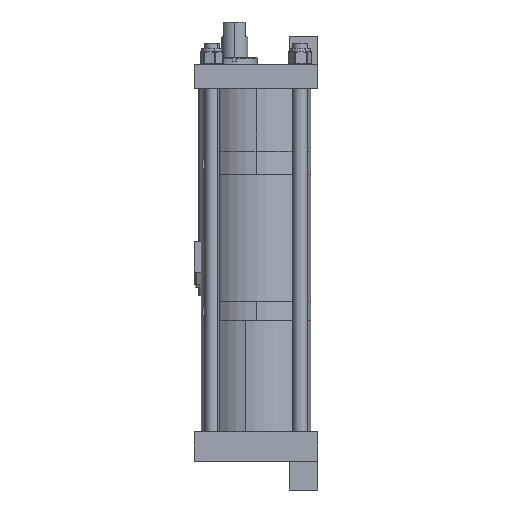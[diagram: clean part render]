
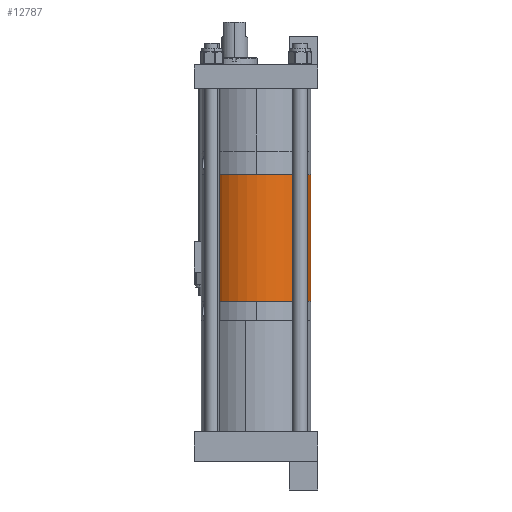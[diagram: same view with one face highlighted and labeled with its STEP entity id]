
A CAD part, left-side view. The second image highlights one B-rep face of the part: STEP entity #12787.
In plain terms, the highlighted cylindrical face has radius 73.025 mm (diameter 146.05 mm), a partial arc.
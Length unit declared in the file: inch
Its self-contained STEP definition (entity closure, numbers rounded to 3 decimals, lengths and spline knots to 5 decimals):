
#99 = CIRCLE ( 'NONE', #5946, 2.875 ) ;
#1693 = CARTESIAN_POINT ( 'NONE',  ( 2.875, 0., 6.625 ) ) ;
#1768 = DIRECTION ( 'NONE',  ( 1., 0., 0. ) ) ;
#2253 = EDGE_LOOP ( 'NONE', ( #5513, #12979, #12732, #13207 ) ) ;
#2392 = AXIS2_PLACEMENT_3D ( 'NONE', #11415, #2548, #3878 ) ;
#2407 = DIRECTION ( 'NONE',  ( 0., 0., -1. ) ) ;
#2548 = DIRECTION ( 'NONE',  ( 0., 0., 1. ) ) ;
#3446 = CIRCLE ( 'NONE', #2392, 2.875 ) ;
#3530 = CYLINDRICAL_SURFACE ( 'NONE', #8106, 2.875 ) ;
#3878 = DIRECTION ( 'NONE',  ( 1., 0., 0. ) ) ;
#4469 = VECTOR ( 'NONE', #11756, 39.37008 ) ;
#5507 = DIRECTION ( 'NONE',  ( 0., 0., -1. ) ) ;
#5513 = ORIENTED_EDGE ( 'NONE', *, *, #14813, .F. ) ;
#5946 = AXIS2_PLACEMENT_3D ( 'NONE', #13321, #11886, #1768 ) ;
#7696 = EDGE_CURVE ( 'NONE', #13383, #16342, #3446, .T. ) ;
#8106 = AXIS2_PLACEMENT_3D ( 'NONE', #8835, #2407, #14017 ) ;
#8835 = CARTESIAN_POINT ( 'NONE',  ( 0., 0., 6.625 ) ) ;
#9256 = CARTESIAN_POINT ( 'NONE',  ( -2.875, 0., 6.625 ) ) ;
#10487 = CARTESIAN_POINT ( 'NONE',  ( -2.875, 0., 0. ) ) ;
#10827 = CARTESIAN_POINT ( 'NONE',  ( -2.875, 0., 6.625 ) ) ;
#11229 = EDGE_CURVE ( 'NONE', #13685, #11646, #99, .T. ) ;
#11415 = CARTESIAN_POINT ( 'NONE',  ( 0., 0., 6.625 ) ) ;
#11646 = VERTEX_POINT ( 'NONE', #14060 ) ;
#11756 = DIRECTION ( 'NONE',  ( 0., 0., -1. ) ) ;
#11812 = EDGE_CURVE ( 'NONE', #13383, #13685, #16344, .T. ) ;
#11886 = DIRECTION ( 'NONE',  ( 0., 0., 1. ) ) ;
#12598 = CARTESIAN_POINT ( 'NONE',  ( 2.875, 0., 6.625 ) ) ;
#12732 = ORIENTED_EDGE ( 'NONE', *, *, #11812, .T. ) ;
#12787 = ADVANCED_FACE ( 'NONE', ( #15512 ), #3530, .T. ) ;
#12979 = ORIENTED_EDGE ( 'NONE', *, *, #7696, .F. ) ;
#13207 = ORIENTED_EDGE ( 'NONE', *, *, #11229, .T. ) ;
#13321 = CARTESIAN_POINT ( 'NONE',  ( 0., 0., 0. ) ) ;
#13383 = VERTEX_POINT ( 'NONE', #10827 ) ;
#13685 = VERTEX_POINT ( 'NONE', #10487 ) ;
#14017 = DIRECTION ( 'NONE',  ( -1., 0., 0. ) ) ;
#14060 = CARTESIAN_POINT ( 'NONE',  ( 2.875, 0., 0. ) ) ;
#14813 = EDGE_CURVE ( 'NONE', #16342, #11646, #15463, .T. ) ;
#15317 = VECTOR ( 'NONE', #5507, 39.37008 ) ;
#15463 = LINE ( 'NONE', #1693, #4469 ) ;
#15512 = FACE_OUTER_BOUND ( 'NONE', #2253, .T. ) ;
#16342 = VERTEX_POINT ( 'NONE', #12598 ) ;
#16344 = LINE ( 'NONE', #9256, #15317 ) ;
